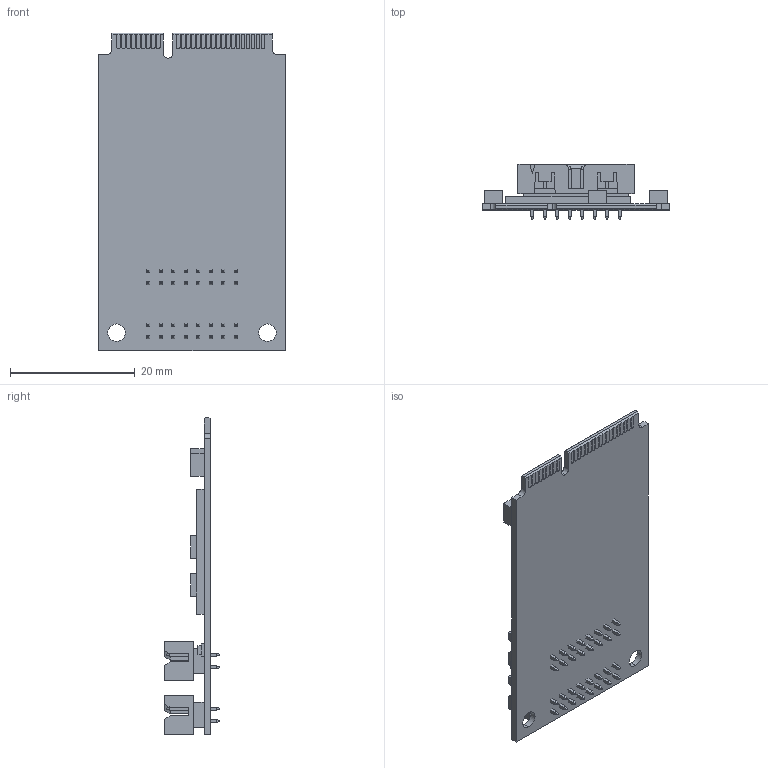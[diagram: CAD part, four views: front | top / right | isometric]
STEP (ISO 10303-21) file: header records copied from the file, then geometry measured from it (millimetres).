
FILE_DESCRIPTION (( 'STEP AP214' ), '1' );
FILE_NAME ('1012.STEP', '2016-07-07T23:06:13', ( '' ), ( '' ), 'SwSTEP 2.0', 'SolidWorks 2012', '' );
FILE_SCHEMA (( 'AUTOMOTIVE_DESIGN' ));
Length unit declared in the file: inch
Products named in the file (4): LED_0805; HDR-2mm_Milli-Grid_16; 1012
Assembly tree (4 placements, depth 2):
  1012
    1012
    HDR-2mm_Milli-Grid_16  x2
    LED_0805
Bounding box: 30 x 8.9 x 50.95 mm (x, y, z)
Volume: 2690.8 mm3; surface area: 5186.9 mm2
Topology: 5 solids, 5 shells, 1271 faces, 3315 edges, 2086 vertices
Faces by surface type: plane 1149, cylinder 122
Entity records: 33684 total; most frequent: CARTESIAN_POINT 4414, ORIENTED_EDGE 4374, DIRECTION 4111, EDGE_CURVE 2187, LINE 1945, VECTOR 1945, VERTEX_POINT 1378, AXIS2_PLACEMENT_3D 1083
